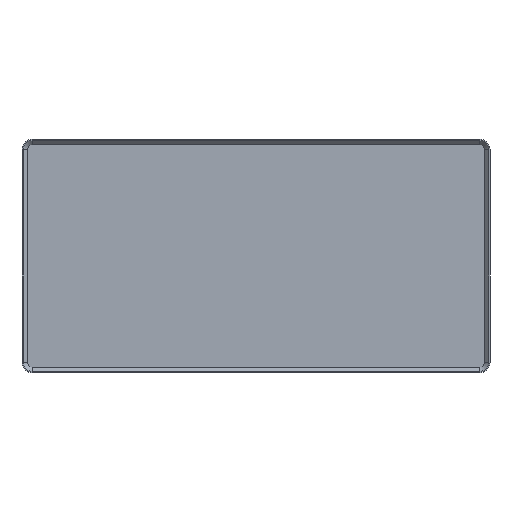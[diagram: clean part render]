
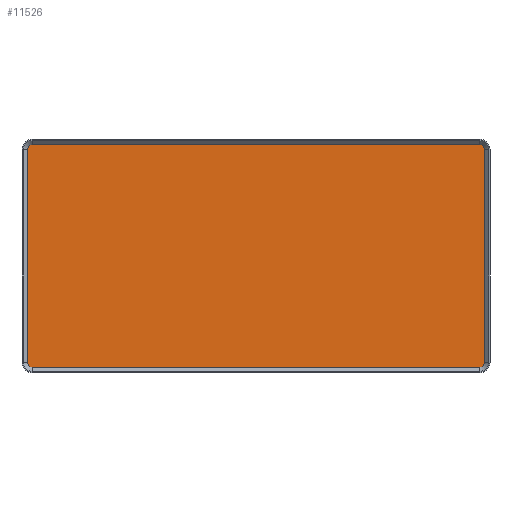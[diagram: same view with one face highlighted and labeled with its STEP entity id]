
A CAD part, top view. The second image highlights one B-rep face of the part: STEP entity #11526.
In plain terms, the highlighted planar face has unit normal (0, 0, 1).
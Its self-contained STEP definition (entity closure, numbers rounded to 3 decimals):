
#96=PLANE('',#12320);
#785=FACE_OUTER_BOUND('',#1519,.T.);
#1519=EDGE_LOOP('',(#8190,#8191,#8192,#8193,#8194,#8195,#8196,#8197));
#2248=CIRCLE('',#12264,2.95);
#2249=CIRCLE('',#12267,2.95);
#2252=CIRCLE('',#12276,2.95);
#2253=CIRCLE('',#12279,2.95);
#2779=LINE('',#17290,#3993);
#2782=LINE('',#17298,#3996);
#2800=LINE('',#17373,#4014);
#2802=LINE('',#17378,#4016);
#3993=VECTOR('',#13603,10.);
#3996=VECTOR('',#13612,10.);
#4014=VECTOR('',#13648,10.);
#4016=VECTOR('',#13656,10.);
#5200=VERTEX_POINT('',#17282);
#5201=VERTEX_POINT('',#17284);
#5202=VERTEX_POINT('',#17288);
#5203=VERTEX_POINT('',#17292);
#5204=VERTEX_POINT('',#17296);
#5226=VERTEX_POINT('',#17366);
#5227=VERTEX_POINT('',#17368);
#5228=VERTEX_POINT('',#17372);
#6261=EDGE_CURVE('',#5201,#5200,#2248,.T.);
#6264=EDGE_CURVE('',#5200,#5202,#2779,.T.);
#6266=EDGE_CURVE('',#5202,#5203,#2249,.T.);
#6268=EDGE_CURVE('',#5203,#5204,#2782,.T.);
#6295=EDGE_CURVE('',#5227,#5226,#2252,.T.);
#6297=EDGE_CURVE('',#5228,#5227,#2800,.T.);
#6299=EDGE_CURVE('',#5204,#5228,#2253,.T.);
#6300=EDGE_CURVE('',#5226,#5201,#2802,.T.);
#8190=ORIENTED_EDGE('',*,*,#6268,.T.);
#8191=ORIENTED_EDGE('',*,*,#6299,.T.);
#8192=ORIENTED_EDGE('',*,*,#6297,.T.);
#8193=ORIENTED_EDGE('',*,*,#6295,.T.);
#8194=ORIENTED_EDGE('',*,*,#6300,.T.);
#8195=ORIENTED_EDGE('',*,*,#6261,.T.);
#8196=ORIENTED_EDGE('',*,*,#6264,.T.);
#8197=ORIENTED_EDGE('',*,*,#6266,.T.);
#11526=ADVANCED_FACE('',(#785),#96,.T.);
#12264=AXIS2_PLACEMENT_3D('',#17285,#13597,#13598);
#12267=AXIS2_PLACEMENT_3D('',#17294,#13607,#13608);
#12276=AXIS2_PLACEMENT_3D('',#17369,#13643,#13644);
#12279=AXIS2_PLACEMENT_3D('',#17376,#13652,#13653);
#12320=AXIS2_PLACEMENT_3D('',#17514,#13770,#13771);
#13597=DIRECTION('center_axis',(0.,0.,1.));
#13598=DIRECTION('ref_axis',(1.,0.,0.));
#13603=DIRECTION('',(-1.,0.,0.));
#13607=DIRECTION('center_axis',(0.,0.,1.));
#13608=DIRECTION('ref_axis',(0.,1.,0.));
#13612=DIRECTION('',(0.,-1.,0.));
#13643=DIRECTION('center_axis',(0.,0.,1.));
#13644=DIRECTION('ref_axis',(0.,-1.,0.));
#13648=DIRECTION('',(1.,0.,0.));
#13652=DIRECTION('center_axis',(0.,0.,1.));
#13653=DIRECTION('ref_axis',(-1.,0.,0.));
#13656=DIRECTION('',(0.,1.,0.));
#13770=DIRECTION('center_axis',(0.,0.,1.));
#13771=DIRECTION('ref_axis',(1.,0.,0.));
#17282=CARTESIAN_POINT('',(164.,82.95,5.8));
#17284=CARTESIAN_POINT('',(166.95,80.,5.8));
#17285=CARTESIAN_POINT('Origin',(164.,80.,5.8));
#17288=CARTESIAN_POINT('',(4.,82.95,5.8));
#17290=CARTESIAN_POINT('',(75.5,82.95,5.8));
#17292=CARTESIAN_POINT('',(1.05,80.,5.8));
#17294=CARTESIAN_POINT('Origin',(4.,80.,5.8));
#17296=CARTESIAN_POINT('',(1.05,4.,5.8));
#17298=CARTESIAN_POINT('',(1.05,12.5,5.8));
#17366=CARTESIAN_POINT('',(166.95,4.,5.8));
#17368=CARTESIAN_POINT('',(164.,1.05,5.8));
#17369=CARTESIAN_POINT('Origin',(164.,4.,5.8));
#17372=CARTESIAN_POINT('',(4.,1.05,5.8));
#17373=CARTESIAN_POINT('',(155.5,1.05,5.8));
#17376=CARTESIAN_POINT('Origin',(4.,4.,5.8));
#17378=CARTESIAN_POINT('',(166.95,50.5,5.8));
#17514=CARTESIAN_POINT('Origin',(147.,21.,5.8));
